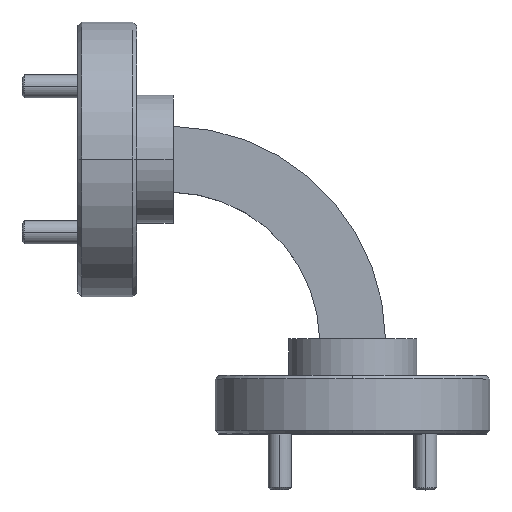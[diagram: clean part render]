
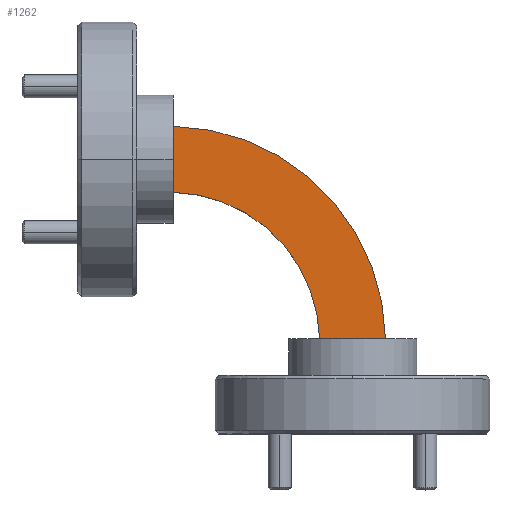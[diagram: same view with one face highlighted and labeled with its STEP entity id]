
A CAD part, top view. The second image highlights one B-rep face of the part: STEP entity #1262.
In plain terms, the highlighted planar face has unit normal (0, 0, 1).
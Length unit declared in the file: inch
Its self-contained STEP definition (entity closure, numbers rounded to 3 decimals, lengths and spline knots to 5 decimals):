
#337 = FACE_OUTER_BOUND ( 'NONE', #4003, .T. ) ;
#384 = CARTESIAN_POINT ( 'NONE',  ( -2.19126, 0.54661, 0.47273 ) ) ;
#585 = CARTESIAN_POINT ( 'NONE',  ( -2.19126, 0.95661, 0.47273 ) ) ;
#1089 = VERTEX_POINT ( 'NONE', #4285 ) ;
#1212 = DIRECTION ( 'NONE',  ( 0., 0., 1. ) ) ;
#1247 = CIRCLE ( 'NONE', #2211, 0.59 ) ;
#1262 = ADVANCED_FACE ( 'NONE', ( #337 ), #4536, .T. ) ;
#1979 = EDGE_CURVE ( 'NONE', #7513, #5403, #6093, .T. ) ;
#1991 = AXIS2_PLACEMENT_3D ( 'NONE', #585, #1212, #2886 ) ;
#2055 = CARTESIAN_POINT ( 'NONE',  ( -2.19126, 0.55661, 0.47273 ) ) ;
#2138 = EDGE_CURVE ( 'NONE', #1089, #3488, #1247, .T. ) ;
#2209 = LINE ( 'NONE', #6276, #2787 ) ;
#2211 = AXIS2_PLACEMENT_3D ( 'NONE', #384, #2718, #5043 ) ;
#2316 = DIRECTION ( 'NONE',  ( -1., 0., 0. ) ) ;
#2657 = VECTOR ( 'NONE', #3745, 39.37008 ) ;
#2677 = LINE ( 'NONE', #2055, #2657 ) ;
#2718 = DIRECTION ( 'NONE',  ( 0., 0., -1. ) ) ;
#2787 = VECTOR ( 'NONE', #4587, 39.37008 ) ;
#2886 = DIRECTION ( 'NONE',  ( 1., 0., 0. ) ) ;
#2943 = EDGE_CURVE ( 'NONE', #7513, #1089, #2209, .T. ) ;
#2952 = CARTESIAN_POINT ( 'NONE',  ( -1.60135, 0.55661, 0.47273 ) ) ;
#2992 = CARTESIAN_POINT ( 'NONE',  ( -1.78139, 0.55661, 0.47273 ) ) ;
#3168 = ORIENTED_EDGE ( 'NONE', *, *, #2943, .F. ) ;
#3296 = ORIENTED_EDGE ( 'NONE', *, *, #2138, .F. ) ;
#3471 = CARTESIAN_POINT ( 'NONE',  ( -2.19126, 0.54661, 0.47273 ) ) ;
#3488 = VERTEX_POINT ( 'NONE', #2952 ) ;
#3520 = CARTESIAN_POINT ( 'NONE',  ( -2.18126, 0.95649, 0.47273 ) ) ;
#3745 = DIRECTION ( 'NONE',  ( -1., 0., 0. ) ) ;
#4003 = EDGE_LOOP ( 'NONE', ( #5714, #3296, #3168, #6861 ) ) ;
#4285 = CARTESIAN_POINT ( 'NONE',  ( -2.18126, 1.13653, 0.47273 ) ) ;
#4536 = PLANE ( 'NONE',  #1991 ) ;
#4587 = DIRECTION ( 'NONE',  ( 0., 1., 0. ) ) ;
#5043 = DIRECTION ( 'NONE',  ( -1., 0., 0. ) ) ;
#5270 = AXIS2_PLACEMENT_3D ( 'NONE', #3471, #7536, #2316 ) ;
#5403 = VERTEX_POINT ( 'NONE', #2992 ) ;
#5714 = ORIENTED_EDGE ( 'NONE', *, *, #5733, .F. ) ;
#5733 = EDGE_CURVE ( 'NONE', #3488, #5403, #2677, .T. ) ;
#6093 = CIRCLE ( 'NONE', #5270, 0.41 ) ;
#6276 = CARTESIAN_POINT ( 'NONE',  ( -2.18126, 0.95661, 0.47273 ) ) ;
#6861 = ORIENTED_EDGE ( 'NONE', *, *, #1979, .T. ) ;
#7513 = VERTEX_POINT ( 'NONE', #3520 ) ;
#7536 = DIRECTION ( 'NONE',  ( 0., 0., -1. ) ) ;
